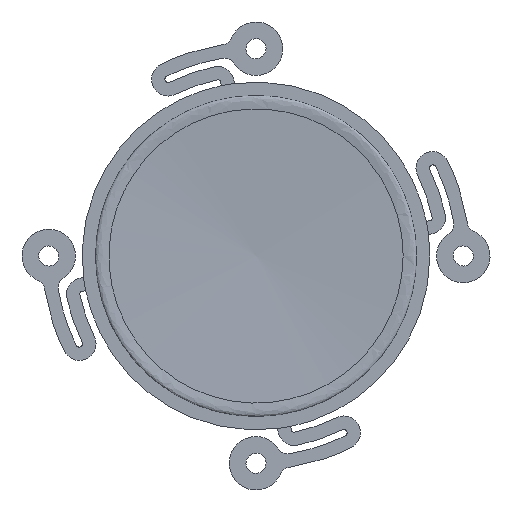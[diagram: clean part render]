
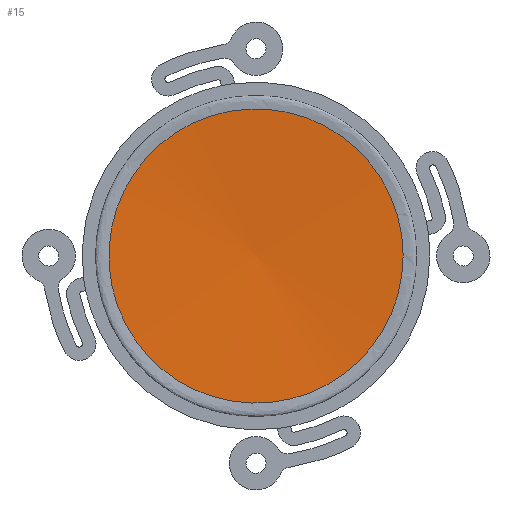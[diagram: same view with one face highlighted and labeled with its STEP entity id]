
A CAD part, front view. The second image highlights one B-rep face of the part: STEP entity #15.
In plain terms, the highlighted free-form (B-spline) face has degree [2, 2] with [3, 3] control points.
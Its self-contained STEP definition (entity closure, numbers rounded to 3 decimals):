
#15=ADVANCED_FACE('',(#102),#1234,.T.);
#102=FACE_OUTER_BOUND('',#179,.T.);
#179=EDGE_LOOP('',(#278));
#278=ORIENTED_EDGE('',*,*,#657,.F.);
#657=EDGE_CURVE('',#1042,#1042,#849,.T.);
#849=(
BOUNDED_CURVE()
B_SPLINE_CURVE(3,(#2011,#2012,#2013,#2014,#2015,#2016,#2017,#2018,#2019,
#2020,#2021,#2022,#2023,#2024,#2025,#2026,#2027,#2028,#2029,#2030,#2031),
 .UNSPECIFIED.,.T.,.F.)
B_SPLINE_CURVE_WITH_KNOTS((4,2,3,2,3,2,3,2,4),(0.,19.356,38.712,
58.068,77.423,96.779,116.135,135.491,
154.847),.UNSPECIFIED.)
CURVE()
GEOMETRIC_REPRESENTATION_ITEM()
RATIONAL_B_SPLINE_CURVE((1.,1.,1.,1.,1.,1.,1.,1.,1.,1.,1.,1.,1.,1.,1.,1.,
1.,1.,1.,1.,1.))
REPRESENTATION_ITEM('')
);
#1042=VERTEX_POINT('',#1846);
#1234=B_SPLINE_SURFACE_WITH_KNOTS('',2,2,((#1440,#1441,#1442),(#1443,#1444,
#1445),(#1446,#1447,#1448)),.UNSPECIFIED.,.F.,.F.,.F.,(3,3),(3,3),(-30.,
30.),(-6.,54.),.UNSPECIFIED.);
#1440=CARTESIAN_POINT('',(27.5,118.,364.5));
#1441=CARTESIAN_POINT('',(0.,118.,364.5));
#1442=CARTESIAN_POINT('',(-27.5,118.,364.5));
#1443=CARTESIAN_POINT('',(27.5,118.,392.));
#1444=CARTESIAN_POINT('',(0.,125.,392.));
#1445=CARTESIAN_POINT('',(-27.5,118.,392.));
#1446=CARTESIAN_POINT('',(27.5,118.,419.5));
#1447=CARTESIAN_POINT('',(0.,118.,419.5));
#1448=CARTESIAN_POINT('',(-27.5,118.,419.5));
#1846=CARTESIAN_POINT('',(22.,118.63,392.));
#2011=CARTESIAN_POINT('',(22.,118.63,392.));
#2012=CARTESIAN_POINT('',(22.,118.63,386.157));
#2013=CARTESIAN_POINT('',(19.688,118.809,380.576));
#2014=CARTESIAN_POINT('',(11.424,118.809,372.312));
#2015=CARTESIAN_POINT('',(5.843,118.63,370.));
#2016=CARTESIAN_POINT('',(0.,118.63,370.));
#2017=CARTESIAN_POINT('',(-5.843,118.63,370.));
#2018=CARTESIAN_POINT('',(-11.424,118.809,372.312));
#2019=CARTESIAN_POINT('',(-19.688,118.809,380.576));
#2020=CARTESIAN_POINT('',(-22.,118.63,386.157));
#2021=CARTESIAN_POINT('',(-22.,118.63,392.));
#2022=CARTESIAN_POINT('',(-22.,118.63,397.843));
#2023=CARTESIAN_POINT('',(-19.688,118.809,403.424));
#2024=CARTESIAN_POINT('',(-11.424,118.809,411.688));
#2025=CARTESIAN_POINT('',(-5.843,118.63,414.));
#2026=CARTESIAN_POINT('',(0.,118.63,414.));
#2027=CARTESIAN_POINT('',(5.843,118.63,414.));
#2028=CARTESIAN_POINT('',(11.424,118.809,411.688));
#2029=CARTESIAN_POINT('',(19.688,118.809,403.424));
#2030=CARTESIAN_POINT('',(22.,118.63,397.843));
#2031=CARTESIAN_POINT('',(22.,118.63,392.));
